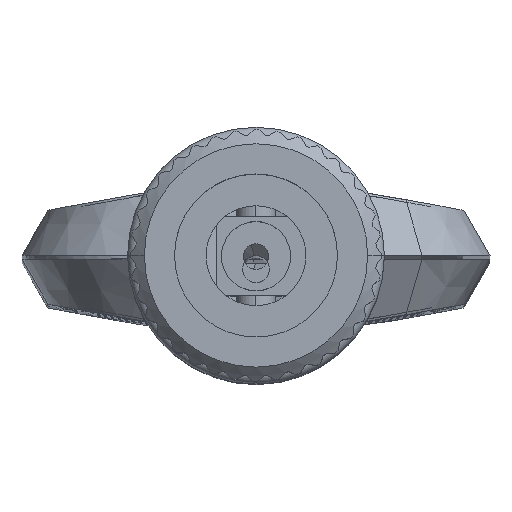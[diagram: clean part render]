
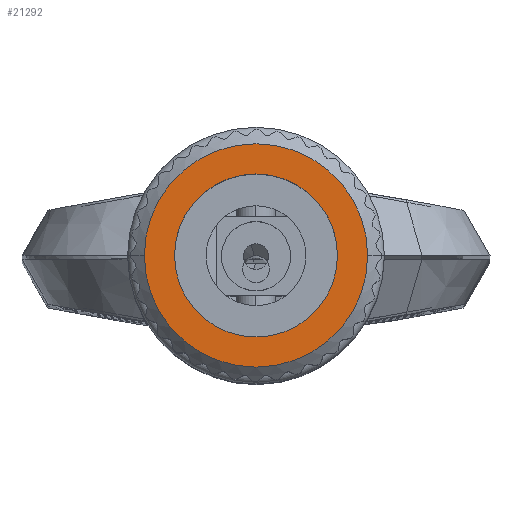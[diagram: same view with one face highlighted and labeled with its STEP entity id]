
A CAD part, top view. The second image highlights one B-rep face of the part: STEP entity #21292.
In plain terms, the highlighted planar face has unit normal (0, 0, 1).
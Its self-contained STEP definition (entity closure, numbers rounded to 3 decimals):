
#987 = ORIENTED_EDGE ( 'NONE', *, *, #2382, .T. ) ;
#1680 = CIRCLE ( 'NONE', #10118, 4.16 ) ;
#2294 = CARTESIAN_POINT ( 'NONE',  ( 0., 0., 35.068 ) ) ;
#2382 = EDGE_CURVE ( 'NONE', #23114, #3506, #1680, .T. ) ;
#3506 = VERTEX_POINT ( 'NONE', #20579 ) ;
#4193 = FACE_BOUND ( 'NONE', #56678, .T. ) ;
#6690 = EDGE_LOOP ( 'NONE', ( #20314, #57659 ) ) ;
#7001 = CARTESIAN_POINT ( 'NONE',  ( 0., 0., 35.068 ) ) ;
#7709 = PLANE ( 'NONE',  #42743 ) ;
#7867 = CARTESIAN_POINT ( 'NONE',  ( -5.7, 0., 35.068 ) ) ;
#10118 = AXIS2_PLACEMENT_3D ( 'NONE', #2294, #50590, #29533 ) ;
#10167 = DIRECTION ( 'NONE',  ( 0., 0., -1. ) ) ;
#10562 = EDGE_CURVE ( 'NONE', #3506, #23114, #19791, .T. ) ;
#13266 = AXIS2_PLACEMENT_3D ( 'NONE', #7001, #38346, #33951 ) ;
#13907 = CIRCLE ( 'NONE', #42897, 5.7 ) ;
#19791 = CIRCLE ( 'NONE', #13266, 4.16 ) ;
#20314 = ORIENTED_EDGE ( 'NONE', *, *, #38137, .F. ) ;
#20579 = CARTESIAN_POINT ( 'NONE',  ( -4.16, 0., 35.068 ) ) ;
#20866 = CIRCLE ( 'NONE', #45178, 5.7 ) ;
#21292 = ADVANCED_FACE ( 'NONE', ( #44303, #4193 ), #7709, .F. ) ;
#23114 = VERTEX_POINT ( 'NONE', #23749 ) ;
#23683 = ORIENTED_EDGE ( 'NONE', *, *, #10562, .T. ) ;
#23749 = CARTESIAN_POINT ( 'NONE',  ( 4.16, 0., 35.068 ) ) ;
#27409 = DIRECTION ( 'NONE',  ( 0., 0., -1. ) ) ;
#27645 = VERTEX_POINT ( 'NONE', #7867 ) ;
#29533 = DIRECTION ( 'NONE',  ( -1., 0., 0. ) ) ;
#30552 = DIRECTION ( 'NONE',  ( 0., 0., -1. ) ) ;
#33256 = VERTEX_POINT ( 'NONE', #55081 ) ;
#33951 = DIRECTION ( 'NONE',  ( -1., 0., 0. ) ) ;
#37222 = EDGE_CURVE ( 'NONE', #27645, #33256, #13907, .T. ) ;
#38137 = EDGE_CURVE ( 'NONE', #33256, #27645, #20866, .T. ) ;
#38346 = DIRECTION ( 'NONE',  ( 0., 0., -1. ) ) ;
#39336 = CARTESIAN_POINT ( 'NONE',  ( 0., 0., 35.068 ) ) ;
#42743 = AXIS2_PLACEMENT_3D ( 'NONE', #39336, #30552, #57766 ) ;
#42897 = AXIS2_PLACEMENT_3D ( 'NONE', #50843, #10167, #50553 ) ;
#44303 = FACE_OUTER_BOUND ( 'NONE', #6690, .T. ) ;
#44968 = DIRECTION ( 'NONE',  ( -1., 0., 0. ) ) ;
#45178 = AXIS2_PLACEMENT_3D ( 'NONE', #50197, #27409, #44968 ) ;
#50197 = CARTESIAN_POINT ( 'NONE',  ( 0., 0., 35.068 ) ) ;
#50553 = DIRECTION ( 'NONE',  ( -1., 0., 0. ) ) ;
#50590 = DIRECTION ( 'NONE',  ( 0., 0., -1. ) ) ;
#50843 = CARTESIAN_POINT ( 'NONE',  ( 0., 0., 35.068 ) ) ;
#55081 = CARTESIAN_POINT ( 'NONE',  ( 5.7, 0., 35.068 ) ) ;
#56678 = EDGE_LOOP ( 'NONE', ( #23683, #987 ) ) ;
#57659 = ORIENTED_EDGE ( 'NONE', *, *, #37222, .F. ) ;
#57766 = DIRECTION ( 'NONE',  ( -1., 0., 0. ) ) ;
